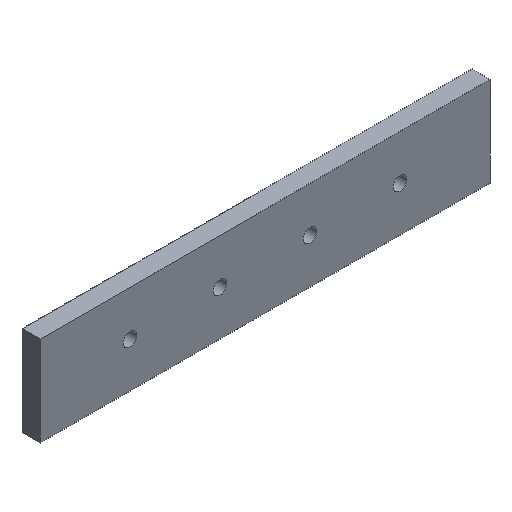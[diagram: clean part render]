
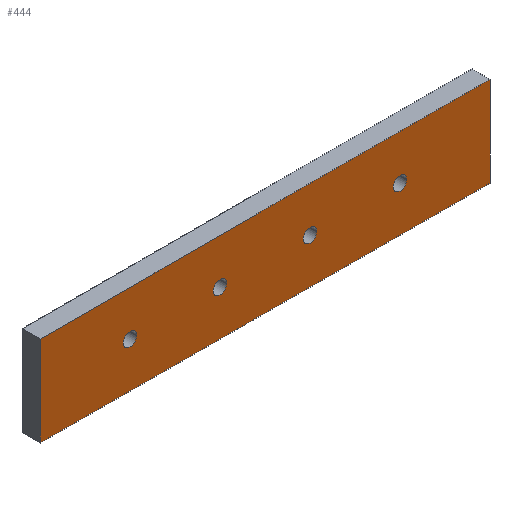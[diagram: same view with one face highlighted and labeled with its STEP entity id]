
A CAD part, isometric view. The second image highlights one B-rep face of the part: STEP entity #444.
In plain terms, the highlighted planar face has unit normal (0, -1, 0).
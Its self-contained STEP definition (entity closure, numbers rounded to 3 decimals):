
#121=CARTESIAN_POINT('POINT13',(-15.75,0.,0.));
#122=VERTEX_POINT('VERTEX13',#121);
#130=CARTESIAN_POINT('POINT14',(-14.25,0.,0.));
#131=VERTEX_POINT('VERTEX14',#130);
#138=CARTESIAN_POINT('POS16',(-15.,0.,0.))
   ;
#139=DIRECTION('DIR25',(0.,-1.,0.));
#140=DIRECTION('DIR26',(1.,0.,0.));
#141=AXIS2_PLACEMENT_3D('AXIS10',#138,#139,#140);
#142=CIRCLE('ELLIPSE9',#141,0.75);
#143=EDGE_CURVE('EDGE15',#131,#122,#142,.T.);
#156=CARTESIAN_POINT('POS18',(-15.,0.,0.))
   ;
#157=DIRECTION('DIR29',(0.,-1.,0.));
#158=DIRECTION('DIR30',(-1.,0.,0.));
#159=AXIS2_PLACEMENT_3D('AXIS12',#156,#157,#158);
#160=CIRCLE('ELLIPSE10',#159,0.75);
#161=EDGE_CURVE('EDGE16',#122,#131,#160,.T.);
#171=CARTESIAN_POINT('POINT15',(-25.,0.,5.));
#172=VERTEX_POINT('VERTEX15',#171);
#180=CARTESIAN_POINT('POINT16',(-25.,0.,-5.));
#181=VERTEX_POINT('VERTEX16',#180);
#188=CARTESIAN_POINT('POS22',(-25.,0.,-5.));
#189=DIRECTION('DIR35',(0.,0.,1.));
#190=VECTOR('VEC9',#189,1.);
#191=LINE('STRAIGHT9',#188,#190);
#192=EDGE_CURVE('EDGE19',#181,#172,#191,.T.);
#202=CARTESIAN_POINT('POINT17',(25.,0.,5.));
#203=VERTEX_POINT('VERTEX17',#202);
#212=CARTESIAN_POINT('POS25',(-25.,0.,5.));
#213=DIRECTION('DIR39',(1.,0.,0.));
#214=VECTOR('VEC11',#213,1.);
#215=LINE('STRAIGHT11',#212,#214);
#216=EDGE_CURVE('EDGE21',#172,#203,#215,.T.);
#226=CARTESIAN_POINT('POINT18',(25.,0.,-5.));
#227=VERTEX_POINT('VERTEX18',#226);
#236=CARTESIAN_POINT('POS28',(25.,0.,5.));
#237=DIRECTION('DIR43',(0.,0.,-1.));
#238=VECTOR('VEC13',#237,1.);
#239=LINE('STRAIGHT13',#236,#238);
#240=EDGE_CURVE('EDGE23',#203,#227,#239,.T.);
#253=CARTESIAN_POINT('POS30',(25.,0.,-5.));
#254=DIRECTION('DIR46',(-1.,0.,0.));
#255=VECTOR('VEC14',#254,1.);
#256=LINE('STRAIGHT14',#253,#255);
#257=EDGE_CURVE('EDGE24',#227,#181,#256,.T.);
#267=CARTESIAN_POINT('POINT19',(-5.75,0.,0.));
#268=VERTEX_POINT('VERTEX19',#267);
#276=CARTESIAN_POINT('POINT20',(-4.25,0.,0.));
#277=VERTEX_POINT('VERTEX20',#276);
#284=CARTESIAN_POINT('POS34',(-5.,0.,0.))
   ;
#285=DIRECTION('DIR51',(0.,-1.,0.));
#286=DIRECTION('DIR52',(1.,0.,0.));
#287=AXIS2_PLACEMENT_3D('AXIS18',#284,#285,#286);
#288=CIRCLE('ELLIPSE11',#287,0.75);
#289=EDGE_CURVE('EDGE27',#277,#268,#288,.T.);
#302=CARTESIAN_POINT('POS36',(-5.,0.,0.))
   ;
#303=DIRECTION('DIR55',(0.,-1.,0.));
#304=DIRECTION('DIR56',(-1.,0.,0.));
#305=AXIS2_PLACEMENT_3D('AXIS20',#302,#303,#304);
#306=CIRCLE('ELLIPSE12',#305,0.75);
#307=EDGE_CURVE('EDGE28',#268,#277,#306,.T.);
#317=CARTESIAN_POINT('POINT21',(4.25,0.,0.));
#318=VERTEX_POINT('VERTEX21',#317);
#326=CARTESIAN_POINT('POINT22',(5.75,0.,0.));
#327=VERTEX_POINT('VERTEX22',#326);
#334=CARTESIAN_POINT('POS40',(5.,0.,0.));
#335=DIRECTION('DIR61',(0.,-1.,0.));
#336=DIRECTION('DIR62',(1.,0.,0.));
#337=AXIS2_PLACEMENT_3D('AXIS22',#334,#335,#336);
#338=CIRCLE('ELLIPSE13',#337,0.75);
#339=EDGE_CURVE('EDGE31',#327,#318,#338,.T.);
#352=CARTESIAN_POINT('POS42',(5.,0.,0.));
#353=DIRECTION('DIR65',(0.,-1.,0.));
#354=DIRECTION('DIR66',(-1.,0.,0.));
#355=AXIS2_PLACEMENT_3D('AXIS24',#352,#353,#354);
#356=CIRCLE('ELLIPSE14',#355,0.75);
#357=EDGE_CURVE('EDGE32',#318,#327,#356,.T.);
#367=CARTESIAN_POINT('POINT23',(14.25,0.,0.));
#368=VERTEX_POINT('VERTEX23',#367);
#376=CARTESIAN_POINT('POINT24',(15.75,0.,0.));
#377=VERTEX_POINT('VERTEX24',#376);
#384=CARTESIAN_POINT('POS46',(15.,0.,0.));
#385=DIRECTION('DIR71',(0.,-1.,0.));
#386=DIRECTION('DIR72',(1.,0.,0.));
#387=AXIS2_PLACEMENT_3D('AXIS26',#384,#385,#386);
#388=CIRCLE('ELLIPSE15',#387,0.75);
#389=EDGE_CURVE('EDGE35',#377,#368,#388,.T.);
#402=CARTESIAN_POINT('POS48',(15.,0.,0.));
#403=DIRECTION('DIR75',(0.,-1.,0.));
#404=DIRECTION('DIR76',(-1.,0.,0.));
#405=AXIS2_PLACEMENT_3D('AXIS28',#402,#403,#404);
#406=CIRCLE('ELLIPSE16',#405,0.75);
#407=EDGE_CURVE('EDGE36',#368,#377,#406,.T.);
#417=ORIENTED_EDGE('COEDGE61',*,*,#407,.F.);
#418=ORIENTED_EDGE('COEDGE62',*,*,#389,.F.);
#419=EDGE_LOOP('NONE',(#417,#418));
#420=FACE_BOUND('LOOP1',#419,.T.);
#421=ORIENTED_EDGE('COEDGE63',*,*,#357,.F.);
#422=ORIENTED_EDGE('COEDGE64',*,*,#339,.F.);
#423=EDGE_LOOP('NONE',(#421,#422));
#424=FACE_BOUND('LOOP1',#423,.T.);
#425=ORIENTED_EDGE('COEDGE65',*,*,#307,.F.);
#426=ORIENTED_EDGE('COEDGE66',*,*,#289,.F.);
#427=EDGE_LOOP('NONE',(#425,#426));
#428=FACE_BOUND('LOOP1',#427,.T.);
#429=ORIENTED_EDGE('COEDGE67',*,*,#257,.F.);
#430=ORIENTED_EDGE('COEDGE68',*,*,#240,.F.);
#431=ORIENTED_EDGE('COEDGE69',*,*,#216,.F.);
#432=ORIENTED_EDGE('COEDGE70',*,*,#192,.F.);
#433=EDGE_LOOP('NONE',(#429,#430,#431,#432));
#434=FACE_BOUND('LOOP1',#433,.T.);
#435=ORIENTED_EDGE('COEDGE71',*,*,#161,.F.);
#436=ORIENTED_EDGE('COEDGE72',*,*,#143,.F.);
#437=EDGE_LOOP('NONE',(#435,#436));
#438=FACE_BOUND('LOOP1',#437,.T.);
#439=CARTESIAN_POINT('POS50',(0.,0.,0.));
#440=DIRECTION('DIR79',(0.,1.,0.));
#441=DIRECTION('DIR80',(1.,0.,0.));
#442=AXIS2_PLACEMENT_3D('AXIS30',#439,#440,#441);
#443=PLANE('PLANE6',#442);
#444=ADVANCED_FACE('FACE14',(#420,#424,#428,#434,#438),#443,.F.);
